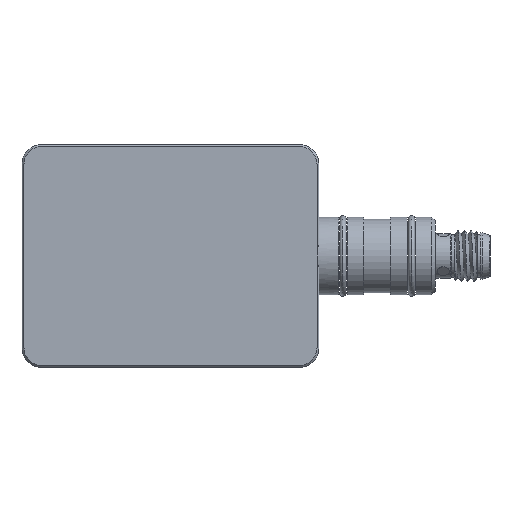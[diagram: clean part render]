
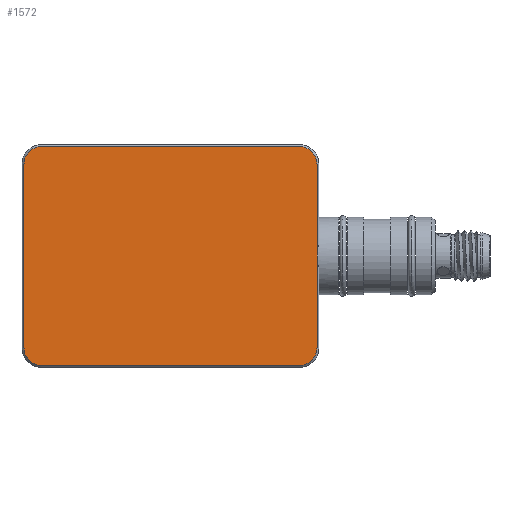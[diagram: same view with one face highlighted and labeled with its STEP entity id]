
A CAD part, front view. The second image highlights one B-rep face of the part: STEP entity #1572.
In plain terms, the highlighted planar face has unit normal (0, -1, 0).
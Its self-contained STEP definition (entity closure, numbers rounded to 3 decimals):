
#69 = DIRECTION ( 'NONE',  ( 0., 0., 1. ) ) ;
#116 = FACE_OUTER_BOUND ( 'NONE', #3579, .T. ) ;
#347 = VERTEX_POINT ( 'NONE', #1094 ) ;
#370 = CARTESIAN_POINT ( 'NONE',  ( 20., -6., 16.95 ) ) ;
#373 = CARTESIAN_POINT ( 'NONE',  ( 0., -6., 16.95 ) ) ;
#465 = CARTESIAN_POINT ( 'NONE',  ( 22.7, -6., 0. ) ) ;
#505 = VERTEX_POINT ( 'NONE', #3270 ) ;
#526 = EDGE_CURVE ( 'NONE', #990, #1620, #4392, .T. ) ;
#582 = VECTOR ( 'NONE', #3110, 1000. ) ;
#660 = EDGE_CURVE ( 'NONE', #505, #3869, #1090, .T. ) ;
#673 = AXIS2_PLACEMENT_3D ( 'NONE', #3911, #2939, #2241 ) ;
#689 = ORIENTED_EDGE ( 'NONE', *, *, #3268, .T. ) ;
#725 = VECTOR ( 'NONE', #3474, 1000. ) ;
#764 = AXIS2_PLACEMENT_3D ( 'NONE', #3770, #3158, #69 ) ;
#799 = VECTOR ( 'NONE', #3542, 1000. ) ;
#848 = CARTESIAN_POINT ( 'NONE',  ( -20., -6., 16.95 ) ) ;
#866 = CARTESIAN_POINT ( 'NONE',  ( -22.7, -6., -14.25 ) ) ;
#990 = VERTEX_POINT ( 'NONE', #370 ) ;
#1081 = DIRECTION ( 'NONE',  ( 0., 0., 1. ) ) ;
#1090 = LINE ( 'NONE', #2506, #799 ) ;
#1094 = CARTESIAN_POINT ( 'NONE',  ( 20., -6., -16.95 ) ) ;
#1141 = CARTESIAN_POINT ( 'NONE',  ( 0., -6., -16.95 ) ) ;
#1143 = DIRECTION ( 'NONE',  ( 0., 1., 0. ) ) ;
#1182 = DIRECTION ( 'NONE',  ( 1., 0., 0. ) ) ;
#1207 = ORIENTED_EDGE ( 'NONE', *, *, #3061, .T. ) ;
#1257 = DIRECTION ( 'NONE',  ( 0., -1., 0. ) ) ;
#1309 = LINE ( 'NONE', #3103, #1926 ) ;
#1332 = DIRECTION ( 'NONE',  ( 0., 0., 1. ) ) ;
#1394 = PLANE ( 'NONE',  #3503 ) ;
#1447 = CIRCLE ( 'NONE', #673, 2.7 ) ;
#1557 = ORIENTED_EDGE ( 'NONE', *, *, #1617, .T. ) ;
#1572 = ADVANCED_FACE ( 'NONE', ( #116 ), #1394, .F. ) ;
#1574 = ORIENTED_EDGE ( 'NONE', *, *, #2735, .T. ) ;
#1589 = ORIENTED_EDGE ( 'NONE', *, *, #660, .T. ) ;
#1617 = EDGE_CURVE ( 'NONE', #1893, #990, #1447, .T. ) ;
#1620 = VERTEX_POINT ( 'NONE', #848 ) ;
#1707 = DIRECTION ( 'NONE',  ( 0., 0., -1. ) ) ;
#1794 = CARTESIAN_POINT ( 'NONE',  ( -22.7, -6., 14.25 ) ) ;
#1825 = AXIS2_PLACEMENT_3D ( 'NONE', #2646, #1925, #4302 ) ;
#1893 = VERTEX_POINT ( 'NONE', #2673 ) ;
#1925 = DIRECTION ( 'NONE',  ( 0., -1., 0. ) ) ;
#1926 = VECTOR ( 'NONE', #1707, 1000. ) ;
#1969 = VERTEX_POINT ( 'NONE', #2080 ) ;
#1972 = EDGE_CURVE ( 'NONE', #1620, #2858, #4071, .T. ) ;
#2080 = CARTESIAN_POINT ( 'NONE',  ( -20., -6., -16.95 ) ) ;
#2241 = DIRECTION ( 'NONE',  ( 0., 0., 1. ) ) ;
#2314 = ORIENTED_EDGE ( 'NONE', *, *, #1972, .T. ) ;
#2338 = EDGE_CURVE ( 'NONE', #3869, #1893, #3178, .T. ) ;
#2503 = CIRCLE ( 'NONE', #3145, 2.7 ) ;
#2506 = CARTESIAN_POINT ( 'NONE',  ( 22.7, -6., 0. ) ) ;
#2646 = CARTESIAN_POINT ( 'NONE',  ( 20., -6., -14.25 ) ) ;
#2673 = CARTESIAN_POINT ( 'NONE',  ( 22.7, -6., 14.25 ) ) ;
#2735 = EDGE_CURVE ( 'NONE', #3180, #1969, #2503, .T. ) ;
#2763 = EDGE_CURVE ( 'NONE', #2858, #3180, #1309, .T. ) ;
#2784 = LINE ( 'NONE', #1141, #3272 ) ;
#2827 = CARTESIAN_POINT ( 'NONE',  ( 0., -6., 0. ) ) ;
#2858 = VERTEX_POINT ( 'NONE', #1794 ) ;
#2905 = ORIENTED_EDGE ( 'NONE', *, *, #526, .T. ) ;
#2939 = DIRECTION ( 'NONE',  ( 0., -1., 0. ) ) ;
#3061 = EDGE_CURVE ( 'NONE', #1969, #347, #2784, .T. ) ;
#3103 = CARTESIAN_POINT ( 'NONE',  ( -22.7, -6., 0. ) ) ;
#3110 = DIRECTION ( 'NONE',  ( -1., 0., 0. ) ) ;
#3145 = AXIS2_PLACEMENT_3D ( 'NONE', #4079, #1257, #1332 ) ;
#3158 = DIRECTION ( 'NONE',  ( 0., -1., 0. ) ) ;
#3178 = LINE ( 'NONE', #465, #725 ) ;
#3180 = VERTEX_POINT ( 'NONE', #866 ) ;
#3268 = EDGE_CURVE ( 'NONE', #347, #505, #4204, .T. ) ;
#3270 = CARTESIAN_POINT ( 'NONE',  ( 22.7, -6., -14.25 ) ) ;
#3272 = VECTOR ( 'NONE', #1182, 1000. ) ;
#3372 = ORIENTED_EDGE ( 'NONE', *, *, #2338, .T. ) ;
#3474 = DIRECTION ( 'NONE',  ( 0., 0., 1. ) ) ;
#3503 = AXIS2_PLACEMENT_3D ( 'NONE', #2827, #1143, #1081 ) ;
#3542 = DIRECTION ( 'NONE',  ( 0., 0., 1. ) ) ;
#3579 = EDGE_LOOP ( 'NONE', ( #2905, #2314, #4376, #1574, #1207, #689, #1589, #3372, #1557 ) ) ;
#3709 = CARTESIAN_POINT ( 'NONE',  ( 22.7, -6., 0. ) ) ;
#3770 = CARTESIAN_POINT ( 'NONE',  ( -20., -6., 14.25 ) ) ;
#3869 = VERTEX_POINT ( 'NONE', #3709 ) ;
#3911 = CARTESIAN_POINT ( 'NONE',  ( 20., -6., 14.25 ) ) ;
#4071 = CIRCLE ( 'NONE', #764, 2.7 ) ;
#4079 = CARTESIAN_POINT ( 'NONE',  ( -20., -6., -14.25 ) ) ;
#4204 = CIRCLE ( 'NONE', #1825, 2.7 ) ;
#4302 = DIRECTION ( 'NONE',  ( 0., 0., 1. ) ) ;
#4376 = ORIENTED_EDGE ( 'NONE', *, *, #2763, .T. ) ;
#4392 = LINE ( 'NONE', #373, #582 ) ;
